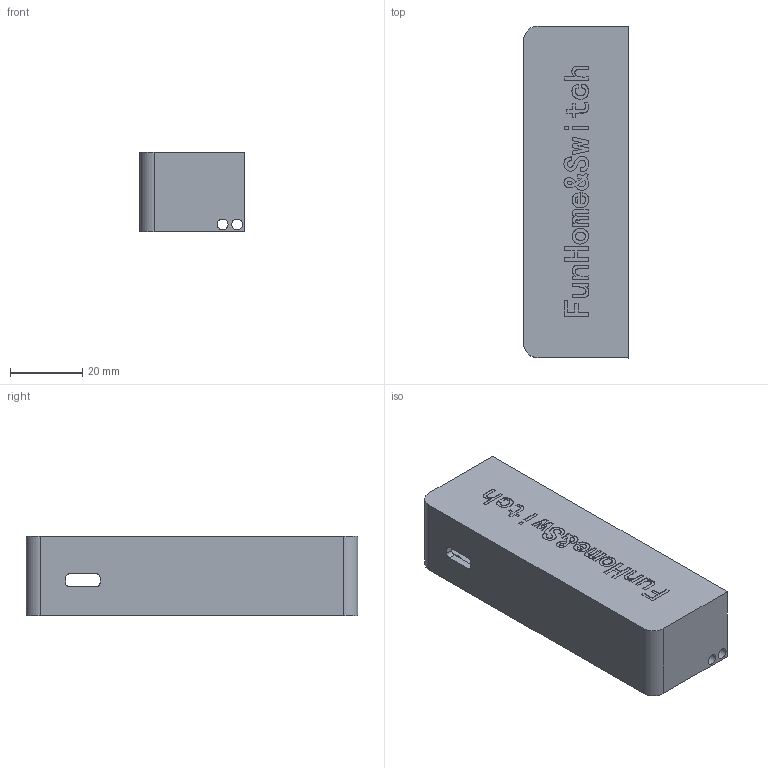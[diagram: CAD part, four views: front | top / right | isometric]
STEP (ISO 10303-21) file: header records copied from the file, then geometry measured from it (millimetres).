
FILE_DESCRIPTION(/* description */ ('','CAx-IF Rec.Pracs.---Representation and Presentation of Product Manufacturing Information (PMI)---4.0---2014-10-13'),/* implementation_level */ '2;1');
FILE_NAME(/* name */ 'Casing v15.step',/* time_stamp */ '2024-11-22T00:04:24+08:00',/* author */ (''),/* organization */ (''),/* preprocessor_version */ 'ST-DEVELOPER v20',/* originating_system */ 'Autodesk Translation Framework v13.20.0.188',/* authorisation */ '');
FILE_SCHEMA (('AP242_MANAGED_MODEL_BASED_3D_ENGINEERING_MIM_LF { 1 0 10303 442 1 1 4 }'));
Length unit declared in the file: millimetre
Products named in the file (1): Casing
Bounding box: 29 x 92 x 22 mm (x, y, z)
Volume: 17271 mm3; surface area: 16957.1 mm2
Topology: 1 solids, 1 shells, 194 faces, 489 edges, 326 vertices
Faces by surface type: plane 138, bspline 33, cylinder 23
Full cylindrical faces by diameter (mm): 1.9 x7, 3 x4, 5 x6
Entity records: 6642 total; most frequent: CARTESIAN_POINT 2075, ORIENTED_EDGE 978, DIRECTION 793, EDGE_CURVE 489, LINE 377, VECTOR 377, VERTEX_POINT 326, EDGE_LOOP 241
